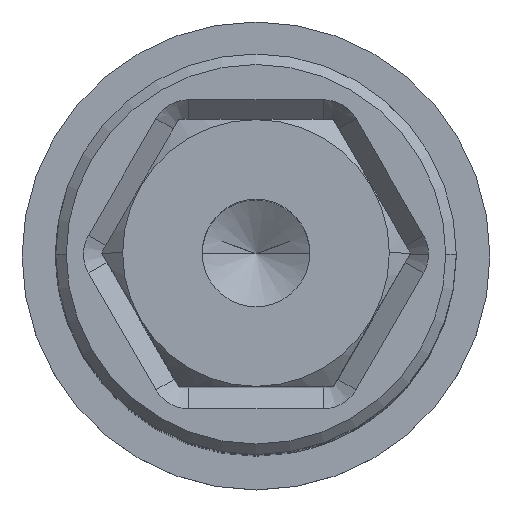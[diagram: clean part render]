
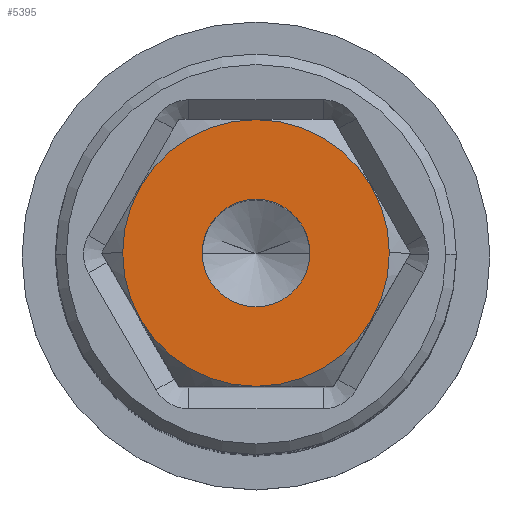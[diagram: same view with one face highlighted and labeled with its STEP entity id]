
A CAD part, top view. The second image highlights one B-rep face of the part: STEP entity #5395.
In plain terms, the highlighted face is planar.
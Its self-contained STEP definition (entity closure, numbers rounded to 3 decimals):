
#461 = FACE_BOUND ( 'NONE', #5045, .T. ) ;
#468 = FACE_OUTER_BOUND ( 'NONE', #5033, .T. ) ;
#604 = AXIS2_PLACEMENT_3D ( 'NONE', #4425, #4509, #4572 ) ;
#610 = AXIS2_PLACEMENT_3D ( 'NONE', #4674, #4619, #4766 ) ;
#620 = EDGE_CURVE ( 'NONE', #5028, #5142, #3248, .T. ) ;
#630 = EDGE_CURVE ( 'NONE', #5024, #5027, #3468, .T. ) ;
#723 = EDGE_CURVE ( 'NONE', #5027, #5024, #3270, .T. ) ;
#772 = EDGE_CURVE ( 'NONE', #5142, #5028, #2512, .T. ) ;
#816 = AXIS2_PLACEMENT_3D ( 'NONE', #4506, #4888, #4769 ) ;
#1049 = AXIS2_PLACEMENT_3D ( 'NONE', #4281, #4279, #4280 ) ;
#1220 = AXIS2_PLACEMENT_3D ( 'NONE', #3548, #3549, #3550 ) ;
#1522 = CARTESIAN_POINT ( 'NONE',  ( 27.94, 0., -2.553 ) ) ;
#1566 = CARTESIAN_POINT ( 'NONE',  ( 27.94, 0., -6.332 ) ) ;
#1587 = CARTESIAN_POINT ( 'NONE',  ( 27.94, 0., 2.553 ) ) ;
#1722 = CARTESIAN_POINT ( 'NONE',  ( 27.94, 0., 6.332 ) ) ;
#2512 = CIRCLE ( 'NONE', #816, 6.332 ) ;
#2732 = ORIENTED_EDGE ( 'NONE', *, *, #772, .T. ) ;
#2763 = ORIENTED_EDGE ( 'NONE', *, *, #620, .T. ) ;
#3074 = ORIENTED_EDGE ( 'NONE', *, *, #630, .F. ) ;
#3248 = CIRCLE ( 'NONE', #610, 6.332 ) ;
#3270 = CIRCLE ( 'NONE', #1049, 2.553 ) ;
#3468 = CIRCLE ( 'NONE', #604, 2.553 ) ;
#3478 = ORIENTED_EDGE ( 'NONE', *, *, #723, .F. ) ;
#3545 = PLANE ( 'NONE',  #1220 ) ;
#3548 = CARTESIAN_POINT ( 'NONE',  ( 27.94, 0., -7.332 ) ) ;
#3549 = DIRECTION ( 'NONE',  ( 1., 0., 0. ) ) ;
#3550 = DIRECTION ( 'NONE',  ( 0., 0., -1. ) ) ;
#4279 = DIRECTION ( 'NONE',  ( 1., 0., 0. ) ) ;
#4280 = DIRECTION ( 'NONE',  ( 0., 0., -1. ) ) ;
#4281 = CARTESIAN_POINT ( 'NONE',  ( 27.94, 0., 0. ) ) ;
#4425 = CARTESIAN_POINT ( 'NONE',  ( 27.94, 0., 0. ) ) ;
#4506 = CARTESIAN_POINT ( 'NONE',  ( 27.94, 0., 0. ) ) ;
#4509 = DIRECTION ( 'NONE',  ( 1., 0., 0. ) ) ;
#4572 = DIRECTION ( 'NONE',  ( 0., 0., -1. ) ) ;
#4619 = DIRECTION ( 'NONE',  ( 1., 0., 0. ) ) ;
#4674 = CARTESIAN_POINT ( 'NONE',  ( 27.94, 0., 0. ) ) ;
#4766 = DIRECTION ( 'NONE',  ( 0., 0., -1. ) ) ;
#4769 = DIRECTION ( 'NONE',  ( 0., 0., -1. ) ) ;
#4888 = DIRECTION ( 'NONE',  ( 1., 0., 0. ) ) ;
#5024 = VERTEX_POINT ( 'NONE', #1587 ) ;
#5027 = VERTEX_POINT ( 'NONE', #1522 ) ;
#5028 = VERTEX_POINT ( 'NONE', #1566 ) ;
#5033 = EDGE_LOOP ( 'NONE', ( #2732, #2763 ) ) ;
#5045 = EDGE_LOOP ( 'NONE', ( #3478, #3074 ) ) ;
#5142 = VERTEX_POINT ( 'NONE', #1722 ) ;
#5395 = ADVANCED_FACE ( 'NONE', ( #461, #468 ), #3545, .T. ) ;
